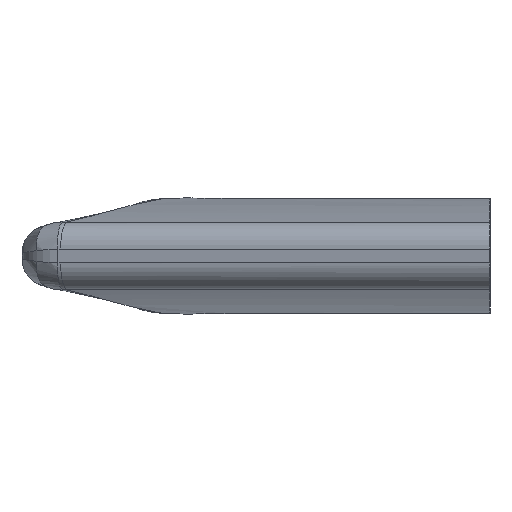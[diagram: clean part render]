
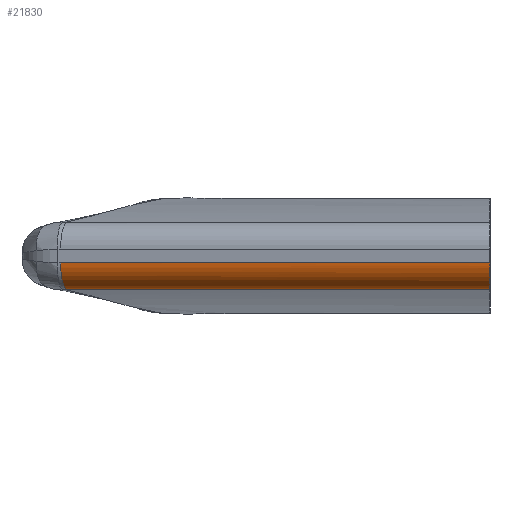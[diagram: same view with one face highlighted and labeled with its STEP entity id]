
A CAD part, left-side view. The second image highlights one B-rep face of the part: STEP entity #21830.
In plain terms, the highlighted cylindrical face has radius 2 mm (diameter 4 mm), a partial arc.
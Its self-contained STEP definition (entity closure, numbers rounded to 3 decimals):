
#4900=CARTESIAN_POINT('',(-85.169,30.784,
-2.453));
#4910=VERTEX_POINT('',#4900);
#4940=CARTESIAN_POINT('',(-82.828,39.521,
-2.453));
#4950=DIRECTION('',(0.259,0.966,0.));
#4960=VECTOR('',#4950,1000.);
#4970=LINE('',#4940,#4960);
#4980=CARTESIAN_POINT('',(-93.418,0.,-2.453));
#4990=VERTEX_POINT('',#4980);
#5000=EDGE_CURVE('',#4990,#4910,#4970,.T.);
#6300=CARTESIAN_POINT('',(-84.359,39.931,
-0.497));
#6310=DIRECTION('',(-0.259,-0.966,0.));
#6320=VECTOR('',#6310,1000.);
#6330=LINE('',#6300,#6320);
#6340=CARTESIAN_POINT('',(-86.699,31.194,
-0.497));
#6350=VERTEX_POINT('',#6340);
#6360=CARTESIAN_POINT('',(-95.058,0.,-0.497));
#6370=VERTEX_POINT('',#6360);
#6380=EDGE_CURVE('',#6350,#6370,#6330,.T.);
#15490=CARTESIAN_POINT('',(-92.987,0.,-0.497));
#15500=DIRECTION('',(0.,1.,0.));
#15510=DIRECTION('',(1.,0.,0.));
#15520=AXIS2_PLACEMENT_3D('',#15490,#15500,#15510);
#15530=ELLIPSE('',#15520,2.071,2.);
#15540=EDGE_CURVE('',#4990,#6370,#15530,.T.);
#21660=CARTESIAN_POINT('',(-82.427,39.413,
-0.497));
#21670=DIRECTION('',(-0.259,-0.966,0.));
#21680=DIRECTION('',(0.966,-0.259,0.));
#21690=AXIS2_PLACEMENT_3D('',#21660,#21670,#21680);
#21700=CYLINDRICAL_SURFACE('',#21690,2.);
#21710=ORIENTED_EDGE('',*,*,#5000,.F.);
#21720=CARTESIAN_POINT('',(-84.768,30.677,
-0.497));
#21730=DIRECTION('',(0.259,0.966,
0.));
#21740=DIRECTION('',(-0.966,0.259,0.));
#21750=AXIS2_PLACEMENT_3D('',#21720,#21730,#21740);
#21760=CIRCLE('',#21750,2.);
#21770=EDGE_CURVE('',#4910,#6350,#21760,.T.);
#21780=ORIENTED_EDGE('',*,*,#21770,.F.);
#21790=ORIENTED_EDGE('',*,*,#6380,.F.);
#21800=ORIENTED_EDGE('',*,*,#15540,.T.);
#21810=EDGE_LOOP('',(#21800,#21790,#21780,#21710));
#21820=FACE_OUTER_BOUND('',#21810,.T.);
#21830=ADVANCED_FACE('',(#21820),#21700,.T.);
